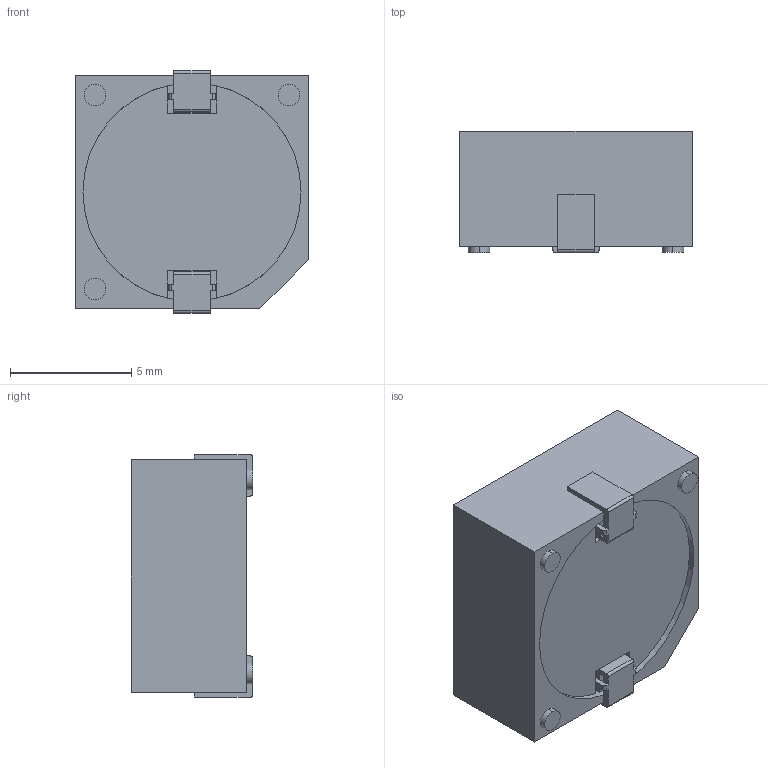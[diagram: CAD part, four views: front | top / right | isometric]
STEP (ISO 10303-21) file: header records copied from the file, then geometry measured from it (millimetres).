
FILE_DESCRIPTION (( 'STEP AP214' ), '1' );
FILE_NAME ('User Library-MLT-9650Y-05-1.STEP', '2021-05-15T04:57:28', ( '' ), ( '' ), 'SwSTEP 2.0', 'SolidWorks 2020', '' );
FILE_SCHEMA (( 'AUTOMOTIVE_DESIGN' ));
Length unit declared in the file: millimetre
Products named in the file (1): User Library-MLT-9650Y-05-1
Bounding box: 9.6 x 5 x 10 mm (x, y, z)
Volume: 403.6 mm3; surface area: 471.1 mm2
Topology: 3 solids, 3 shells, 90 faces, 229 edges, 150 vertices
Faces by surface type: plane 72, cylinder 18
Entity records: 3735 total; most frequent: CARTESIAN_POINT 470, ORIENTED_EDGE 458, DIRECTION 455, EDGE_CURVE 229, LINE 185, VECTOR 185, VERTEX_POINT 150, AXIS2_PLACEMENT_3D 135
